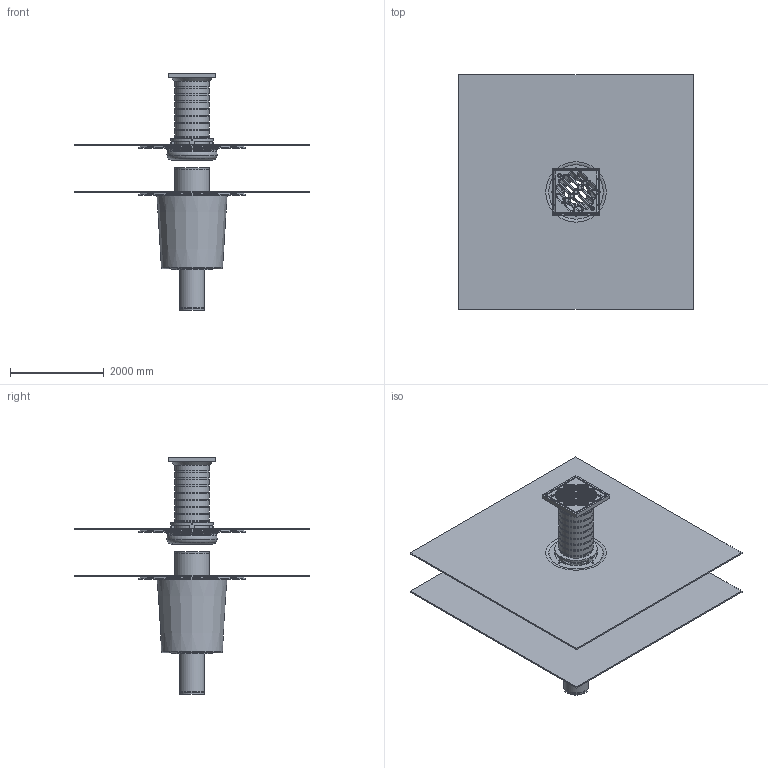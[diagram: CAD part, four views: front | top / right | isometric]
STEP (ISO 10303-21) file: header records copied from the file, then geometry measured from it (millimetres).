
FILE_DESCRIPTION(/* description */ (''),/* implementation_level */ '2;1');
FILE_NAME(/* name */ '15382.050X_3D.stp',/* time_stamp */ '2024-12-12T06:53:11+01:00',/* author */ ('CAD'),/* organization */ (''),/* preprocessor_version */ 'ST-DEVELOPER v20',/* originating_system */ 'AutoCAD Mechanical',/* authorisation */ '');
FILE_SCHEMA (('AUTOMOTIVE_DESIGN { 1 0 10303 214 3 1 1 }'));
Length unit declared in the file: centimetre
Products named in the file (2): Product; *S0
Assembly tree (1 placements, depth 2):
  Product
    *S0
Bounding box: 5000 x 5000 x 5037.7 mm (x, y, z)
Volume: 3280568440.5 mm3; surface area: 167318355.8 mm2
Topology: 18 solids, 18 shells, 681 faces, 1654 edges, 1044 vertices
Faces by surface type: cylinder 215, plane 200, torus 148, cone 100, sphere 16, bspline 2
Full cylindrical faces by diameter (mm): 20 x16, 35 x2, 40 x3, 85 x2, 100 x1, 500 x2, 530 x3, 698 x1, 720 x8, 730 x11, 736 x1, 770 x5, 780 x1, 810 x4, 885 x2, 890 x1, 900 x1, 901 x2, 905 x2, 950 x1, 953.818 x2, 965 x4, 1070 x1
Entity records: 22254 total; most frequent: CARTESIAN_POINT 5409, DIRECTION 3828, ORIENTED_EDGE 3306, EDGE_CURVE 1653, AXIS2_PLACEMENT_3D 1595, VERTEX_POINT 1042, CIRCLE 911, EDGE_LOOP 813
